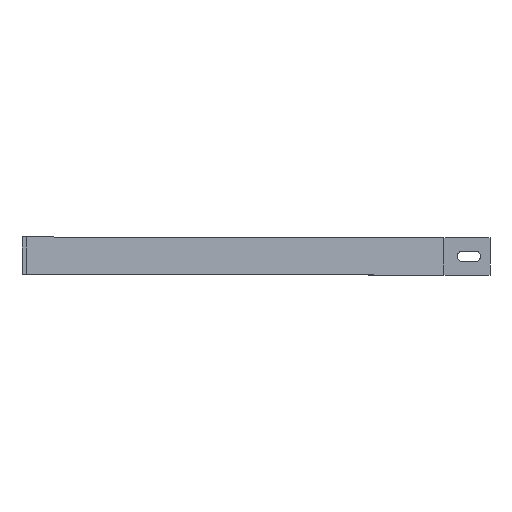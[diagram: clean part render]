
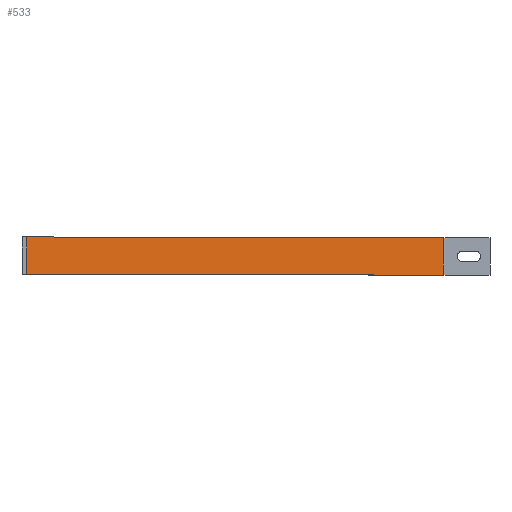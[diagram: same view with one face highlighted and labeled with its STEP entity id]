
A CAD part, top view. The second image highlights one B-rep face of the part: STEP entity #533.
In plain terms, the highlighted planar face has unit normal (0.707, 0, 0.707).
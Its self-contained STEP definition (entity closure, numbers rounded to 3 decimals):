
#36=FACE_OUTER_BOUND('',#64,.T.);
#64=EDGE_LOOP('',(#376,#377,#378,#379,#380,#381,#382,#383));
#111=LINE('',#802,#175);
#113=LINE('',#806,#177);
#118=LINE('',#820,#182);
#119=LINE('',#822,#183);
#120=LINE('',#824,#184);
#121=LINE('',#826,#185);
#122=LINE('',#828,#186);
#123=LINE('',#829,#187);
#175=VECTOR('',#651,10.);
#177=VECTOR('',#655,10.);
#182=VECTOR('',#666,10.);
#183=VECTOR('',#667,10.);
#184=VECTOR('',#668,10.);
#185=VECTOR('',#669,10.);
#186=VECTOR('',#670,10.);
#187=VECTOR('',#671,10.);
#237=VERTEX_POINT('',#797);
#238=VERTEX_POINT('',#800);
#239=VERTEX_POINT('',#805);
#245=VERTEX_POINT('',#819);
#246=VERTEX_POINT('',#821);
#247=VERTEX_POINT('',#823);
#248=VERTEX_POINT('',#825);
#249=VERTEX_POINT('',#827);
#289=EDGE_CURVE('',#237,#238,#111,.T.);
#291=EDGE_CURVE('',#237,#239,#113,.T.);
#298=EDGE_CURVE('',#245,#238,#118,.T.);
#299=EDGE_CURVE('',#245,#246,#119,.T.);
#300=EDGE_CURVE('',#246,#247,#120,.T.);
#301=EDGE_CURVE('',#248,#247,#121,.T.);
#302=EDGE_CURVE('',#249,#248,#122,.T.);
#303=EDGE_CURVE('',#249,#239,#123,.T.);
#376=ORIENTED_EDGE('',*,*,#289,.T.);
#377=ORIENTED_EDGE('',*,*,#298,.F.);
#378=ORIENTED_EDGE('',*,*,#299,.T.);
#379=ORIENTED_EDGE('',*,*,#300,.T.);
#380=ORIENTED_EDGE('',*,*,#301,.F.);
#381=ORIENTED_EDGE('',*,*,#302,.F.);
#382=ORIENTED_EDGE('',*,*,#303,.T.);
#383=ORIENTED_EDGE('',*,*,#291,.F.);
#484=PLANE('',#586);
#533=ADVANCED_FACE('',(#36),#484,.T.);
#586=AXIS2_PLACEMENT_3D('',#818,#664,#665);
#651=DIRECTION('',(-0.707,0.,0.707));
#655=DIRECTION('',(0.,-1.,0.));
#664=DIRECTION('center_axis',(0.707,0.,0.707));
#665=DIRECTION('ref_axis',(0.707,0.,-0.707));
#666=DIRECTION('',(0.707,0.,-0.707));
#667=DIRECTION('',(-0.707,0.,0.707));
#668=DIRECTION('',(0.,-1.,0.));
#669=DIRECTION('',(-0.707,0.,0.707));
#670=DIRECTION('',(-0.707,0.,0.707));
#671=DIRECTION('',(0.707,0.,-0.707));
#797=CARTESIAN_POINT('',(-50.,40.,0.));
#800=CARTESIAN_POINT('',(-51.464,40.,1.464));
#802=CARTESIAN_POINT('',(-384.268,40.,334.268));
#805=CARTESIAN_POINT('',(-50.,0.,0.));
#806=CARTESIAN_POINT('',(-50.,20.,0.));
#818=CARTESIAN_POINT('Origin',(-272.5,20.,222.5));
#819=CARTESIAN_POINT('',(-493.536,40.,443.536));
#820=CARTESIAN_POINT('',(-13.575,40.,-36.425));
#821=CARTESIAN_POINT('',(-495.,40.,445.));
#822=CARTESIAN_POINT('',(-384.268,40.,334.268));
#823=CARTESIAN_POINT('',(-495.,0.,445.));
#824=CARTESIAN_POINT('',(-495.,20.,445.));
#825=CARTESIAN_POINT('',(-493.536,0.,443.536));
#826=CARTESIAN_POINT('',(-385.518,0.,335.518));
#827=CARTESIAN_POINT('',(-51.464,0.,1.464));
#828=CARTESIAN_POINT('',(-497.534,0.,447.534));
#829=CARTESIAN_POINT('',(-385.518,0.,335.518));
